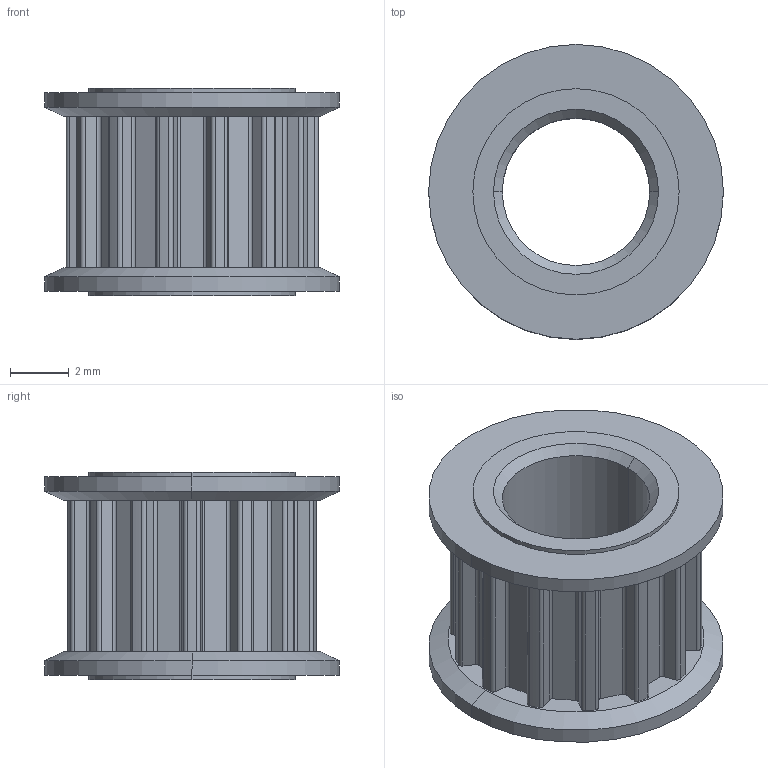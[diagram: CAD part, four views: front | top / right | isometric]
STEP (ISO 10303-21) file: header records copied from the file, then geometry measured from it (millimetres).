
FILE_DESCRIPTION (( 'STEP AP214' ), '1' );
FILE_NAME ('4333240000732.STEP', '2017-12-21T11:50:46', ( '13' ), ( '' ), 'SwSTEP 2.0', 'SolidWorks 2012', '' );
FILE_SCHEMA (( 'AUTOMOTIVE_DESIGN' ));
Length unit declared in the file: millimetre
Products named in the file (1): 4333240000732
Bounding box: 10 x 10 x 7.05 mm (x, y, z)
Volume: 235.8 mm3; surface area: 515.6 mm2
Topology: 1 solids, 1 shells, 137 faces, 385 edges, 254 vertices
Faces by surface type: cylinder 81, plane 48, cone 8
Entity records: 4523 total; most frequent: DIRECTION 831, CARTESIAN_POINT 777, ORIENTED_EDGE 770, EDGE_CURVE 385, AXIS2_PLACEMENT_3D 308, VERTEX_POINT 254, LINE 215, VECTOR 215
